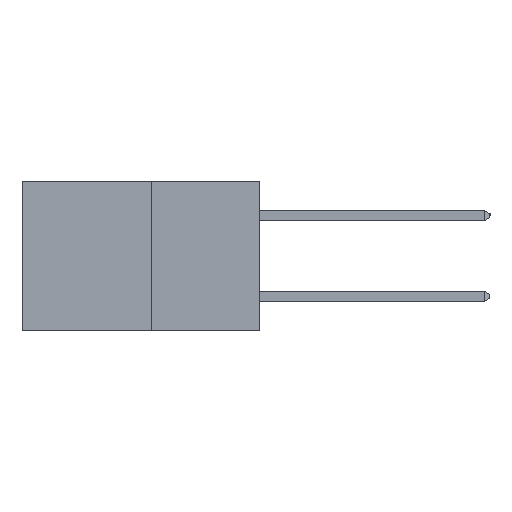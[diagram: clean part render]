
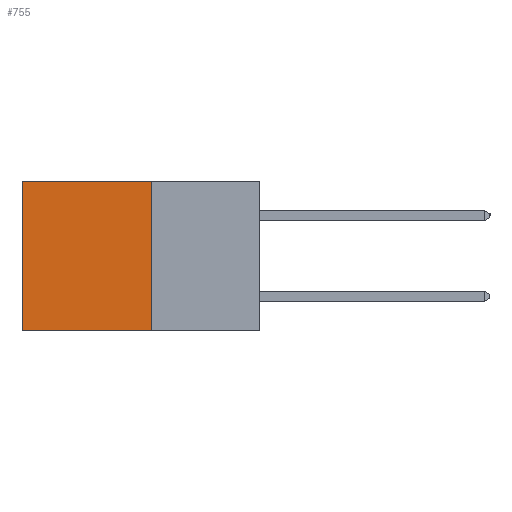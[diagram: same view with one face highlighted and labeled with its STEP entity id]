
A CAD part, left-side view. The second image highlights one B-rep face of the part: STEP entity #755.
In plain terms, the highlighted planar face has unit normal (-1, 0, 0).
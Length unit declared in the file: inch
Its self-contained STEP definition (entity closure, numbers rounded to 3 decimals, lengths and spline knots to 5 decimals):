
#52 = EDGE_CURVE ( 'NONE', #217, #2870, #4416, .T. ) ;
#192 = DIRECTION ( 'NONE',  ( 0., 1., 0. ) ) ;
#217 = VERTEX_POINT ( 'NONE', #6627 ) ;
#297 = FACE_OUTER_BOUND ( 'NONE', #514, .T. ) ;
#514 = EDGE_LOOP ( 'NONE', ( #7191, #1738, #1563, #3551 ) ) ;
#755 = ADVANCED_FACE ( 'NONE', ( #297 ), #2543, .F. ) ;
#987 = DIRECTION ( 'NONE',  ( 0., 0., -1. ) ) ;
#1192 = LINE ( 'NONE', #4980, #7865 ) ;
#1202 = LINE ( 'NONE', #4440, #7872 ) ;
#1283 = LINE ( 'NONE', #3103, #4552 ) ;
#1563 = ORIENTED_EDGE ( 'NONE', *, *, #7977, .F. ) ;
#1738 = ORIENTED_EDGE ( 'NONE', *, *, #3453, .F. ) ;
#2281 = CARTESIAN_POINT ( 'NONE',  ( 0.277, 0.59, -0.37 ) ) ;
#2350 = VERTEX_POINT ( 'NONE', #2281 ) ;
#2424 = DIRECTION ( 'NONE',  ( 0., 1., 0. ) ) ;
#2543 = PLANE ( 'NONE',  #2990 ) ;
#2797 = CARTESIAN_POINT ( 'NONE',  ( 0.277, 0.27, -0.37 ) ) ;
#2870 = VERTEX_POINT ( 'NONE', #5124 ) ;
#2990 = AXIS2_PLACEMENT_3D ( 'NONE', #5985, #5285, #987 ) ;
#3086 = VECTOR ( 'NONE', #2424, 39.37008 ) ;
#3103 = CARTESIAN_POINT ( 'NONE',  ( 0.277, 0.27, -0.37 ) ) ;
#3181 = EDGE_CURVE ( 'NONE', #2870, #2350, #1192, .T. ) ;
#3223 = VERTEX_POINT ( 'NONE', #2797 ) ;
#3453 = EDGE_CURVE ( 'NONE', #3223, #2350, #1283, .T. ) ;
#3551 = ORIENTED_EDGE ( 'NONE', *, *, #52, .T. ) ;
#3863 = DIRECTION ( 'NONE',  ( 0., 0., -1. ) ) ;
#4416 = LINE ( 'NONE', #6965, #3086 ) ;
#4440 = CARTESIAN_POINT ( 'NONE',  ( 0.277, 0.27, -0.37 ) ) ;
#4552 = VECTOR ( 'NONE', #192, 39.37008 ) ;
#4980 = CARTESIAN_POINT ( 'NONE',  ( 0.277, 0.59, -0.37 ) ) ;
#5124 = CARTESIAN_POINT ( 'NONE',  ( 0.277, 0.59, 0. ) ) ;
#5285 = DIRECTION ( 'NONE',  ( 1., 0., 0. ) ) ;
#5506 = DIRECTION ( 'NONE',  ( 0., 0., -1. ) ) ;
#5985 = CARTESIAN_POINT ( 'NONE',  ( 0.277, 0.27, -0.37 ) ) ;
#6627 = CARTESIAN_POINT ( 'NONE',  ( 0.277, 0.27, 0. ) ) ;
#6965 = CARTESIAN_POINT ( 'NONE',  ( 0.277, 0.27, 0. ) ) ;
#7191 = ORIENTED_EDGE ( 'NONE', *, *, #3181, .T. ) ;
#7865 = VECTOR ( 'NONE', #3863, 39.37008 ) ;
#7872 = VECTOR ( 'NONE', #5506, 39.37008 ) ;
#7977 = EDGE_CURVE ( 'NONE', #217, #3223, #1202, .T. ) ;
